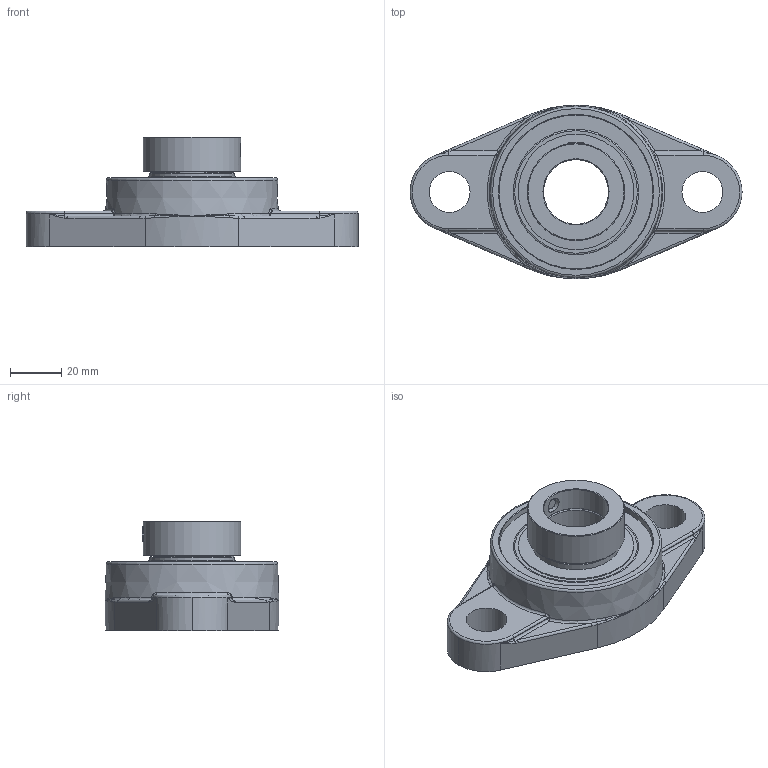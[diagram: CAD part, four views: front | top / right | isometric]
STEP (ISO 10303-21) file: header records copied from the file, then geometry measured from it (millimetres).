
FILE_DESCRIPTION(('HOOPS Exchange Step'),'2;1');
FILE_NAME('export-525216F2-C38D-43F5-BBE2-CBDCE83C37F2.stp','2020-05-15T10:52:26-07:00',('dkerr'),('Alibre'),'HOOPS Exchange 2020.0','Alibre','Unknown authorisation');
FILE_SCHEMA( ('AP242_MANAGED_MODEL_BASED_3D_ENGINEERING_MIM_LF {1 0 10303 442 1 1 4 }') );
Length unit declared in the file: inch
Products named in the file (8): MRN SFLM L4L 205; SNC 205 (Ball Bearing); SNC 205 (Shield); SNC 205 (Setscrew); SNC 205-16 L4L (1.000inch) (Race); SNC 205-16 (Collar); MRN SNC 205-16 L4L (1.000inch); MRN SNCFLM 205-16 L4L (1.000inch)
Assembly tree (8 placements, depth 3):
  MRN SNCFLM 205-16 L4L (1.000inch)
    MRN SFLM L4L 205
    MRN SNC 205-16 L4L (1.000inch)
      SNC 205 (Ball Bearing)
      SNC 205 (Shield)  x2
      SNC 205 (Setscrew)
      SNC 205-16 L4L (1.000inch) (Race)
      SNC 205-16 (Collar)
Bounding box: 130 x 68 x 42.9 mm (x, y, z)
Volume: 94541.6 mm3; surface area: 42704.7 mm2
Topology: 16 solids, 16 shells, 189 faces, 498 edges, 313 vertices
Faces by surface type: cylinder 51, plane 46, bspline 38, torus 23, sphere 16, cone 15
Full cylindrical faces by diameter (mm): 5.994 x1, 6 x2, 16 x2, 25.4 x2, 30.683 x2, 33.02 x4, 34.036 x2, 38.1 x1, 44.063 x2, 45.212 x2, 53.336 x1, 60.25 x1
Entity records: 10906 total; most frequent: CARTESIAN_POINT 6400, DIRECTION 911, ORIENTED_EDGE 892, EDGE_CURVE 446, AXIS2_PLACEMENT_3D 398, VERTEX_POINT 299, CIRCLE 226, EDGE_LOOP 203
